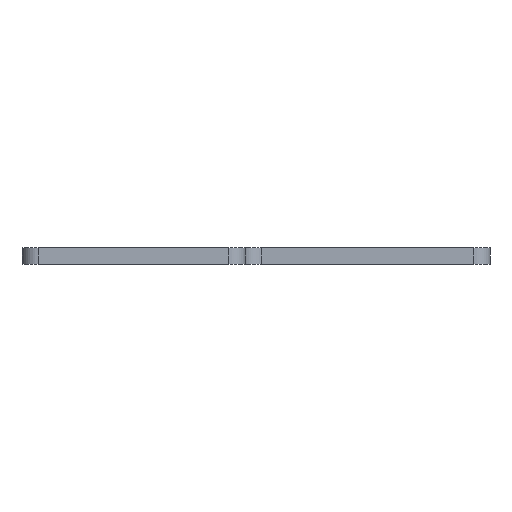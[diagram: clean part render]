
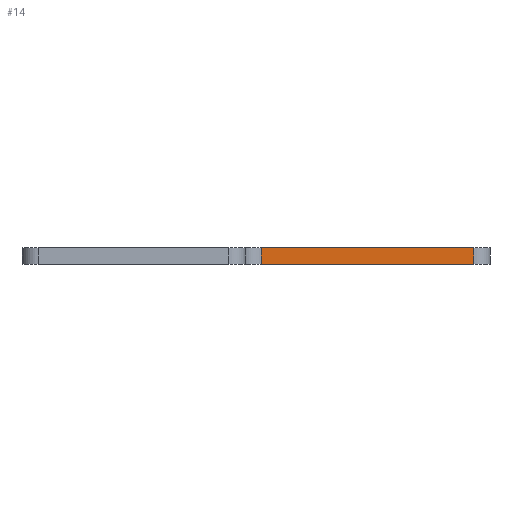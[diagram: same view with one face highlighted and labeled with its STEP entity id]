
A CAD part, left-side view. The second image highlights one B-rep face of the part: STEP entity #14.
In plain terms, the highlighted planar face has unit normal (-1, 0, 0).
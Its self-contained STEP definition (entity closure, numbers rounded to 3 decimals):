
#5 = VECTOR ( 'NONE', #1036, 1000. ) ;
#14 = ADVANCED_FACE ( 'NONE', ( #843 ), #115, .F. ) ;
#16 = LINE ( 'NONE', #876, #533 ) ;
#19 = VERTEX_POINT ( 'NONE', #365 ) ;
#60 = VECTOR ( 'NONE', #1047, 1000. ) ;
#68 = VERTEX_POINT ( 'NONE', #614 ) ;
#115 = PLANE ( 'NONE',  #835 ) ;
#150 = EDGE_CURVE ( 'NONE', #19, #264, #710, .T. ) ;
#195 = LINE ( 'NONE', #643, #588 ) ;
#197 = ORIENTED_EDGE ( 'NONE', *, *, #634, .F. ) ;
#251 = ORIENTED_EDGE ( 'NONE', *, *, #318, .T. ) ;
#264 = VERTEX_POINT ( 'NONE', #1040 ) ;
#273 = DIRECTION ( 'NONE',  ( 0., -1., 0. ) ) ;
#315 = LINE ( 'NONE', #453, #5 ) ;
#318 = EDGE_CURVE ( 'NONE', #855, #68, #16, .T. ) ;
#338 = EDGE_CURVE ( 'NONE', #68, #19, #195, .T. ) ;
#365 = CARTESIAN_POINT ( 'NONE',  ( 90., -42., 0. ) ) ;
#453 = CARTESIAN_POINT ( 'NONE',  ( 90., -45., 3. ) ) ;
#468 = CARTESIAN_POINT ( 'NONE',  ( 90., -3., 3. ) ) ;
#521 = DIRECTION ( 'NONE',  ( 0., 0., -1. ) ) ;
#533 = VECTOR ( 'NONE', #747, 1000. ) ;
#588 = VECTOR ( 'NONE', #273, 1000. ) ;
#614 = CARTESIAN_POINT ( 'NONE',  ( 90., -3., 0. ) ) ;
#630 = ORIENTED_EDGE ( 'NONE', *, *, #150, .T. ) ;
#634 = EDGE_CURVE ( 'NONE', #855, #264, #315, .T. ) ;
#643 = CARTESIAN_POINT ( 'NONE',  ( 90., -45., 0. ) ) ;
#700 = DIRECTION ( 'NONE',  ( 1., 0., 0. ) ) ;
#710 = LINE ( 'NONE', #714, #60 ) ;
#714 = CARTESIAN_POINT ( 'NONE',  ( 90., -42., 3. ) ) ;
#747 = DIRECTION ( 'NONE',  ( 0., 0., -1. ) ) ;
#835 = AXIS2_PLACEMENT_3D ( 'NONE', #914, #700, #521 ) ;
#843 = FACE_OUTER_BOUND ( 'NONE', #976, .T. ) ;
#855 = VERTEX_POINT ( 'NONE', #468 ) ;
#876 = CARTESIAN_POINT ( 'NONE',  ( 90., -3., 0. ) ) ;
#914 = CARTESIAN_POINT ( 'NONE',  ( 90., -45., 3. ) ) ;
#976 = EDGE_LOOP ( 'NONE', ( #1055, #630, #197, #251 ) ) ;
#1036 = DIRECTION ( 'NONE',  ( 0., -1., 0. ) ) ;
#1040 = CARTESIAN_POINT ( 'NONE',  ( 90., -42., 3. ) ) ;
#1047 = DIRECTION ( 'NONE',  ( 0., 0., 1. ) ) ;
#1055 = ORIENTED_EDGE ( 'NONE', *, *, #338, .T. ) ;
